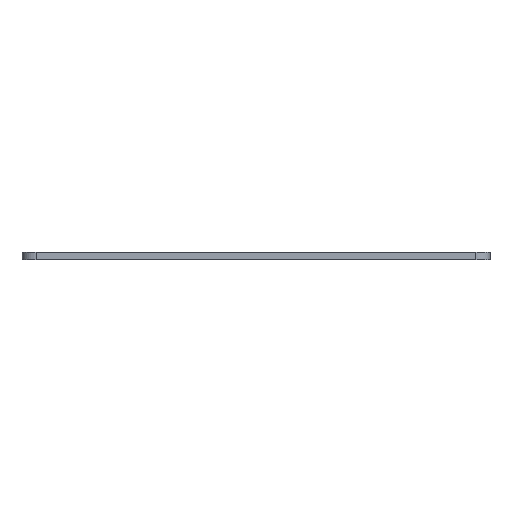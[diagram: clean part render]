
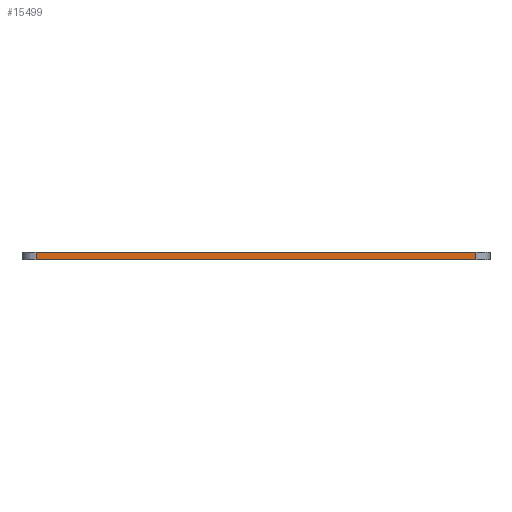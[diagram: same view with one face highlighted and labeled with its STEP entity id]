
A CAD part, front view. The second image highlights one B-rep face of the part: STEP entity #15499.
In plain terms, the highlighted planar face has unit normal (0, -1, 0).
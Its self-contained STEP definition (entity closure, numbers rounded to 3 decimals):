
#1478 = PLANE('',#1479);
#1479 = AXIS2_PLACEMENT_3D('',#1480,#1481,#1482);
#1480 = CARTESIAN_POINT('',(153.,-46.,1.6));
#1481 = DIRECTION('',(0.,0.,-1.));
#1482 = DIRECTION('',(-1.,0.,0.));
#1537 = PLANE('',#1538);
#1538 = AXIS2_PLACEMENT_3D('',#1539,#1540,#1541);
#1539 = CARTESIAN_POINT('',(153.,-46.,0.));
#1540 = DIRECTION('',(0.,0.,-1.));
#1541 = DIRECTION('',(-1.,0.,0.));
#1574 = CYLINDRICAL_SURFACE('',#1575,3.);
#1575 = AXIS2_PLACEMENT_3D('',#1576,#1577,#1578);
#1576 = CARTESIAN_POINT('',(150.,-135.,0.));
#1577 = DIRECTION('',(0.,0.,-1.));
#1578 = DIRECTION('',(1.,0.,0.));
#1711 = VERTEX_POINT('',#1712);
#1712 = CARTESIAN_POINT('',(150.,-138.,0.));
#1738 = EDGE_CURVE('',#1739,#1711,#1741,.T.);
#1739 = VERTEX_POINT('',#1740);
#1740 = CARTESIAN_POINT('',(56.,-138.,0.));
#1741 = SURFACE_CURVE('',#1742,(#1746,#1753),.PCURVE_S1.);
#1742 = LINE('',#1743,#1744);
#1743 = CARTESIAN_POINT('',(56.,-138.,0.));
#1744 = VECTOR('',#1745,1.);
#1745 = DIRECTION('',(1.,0.,0.));
#1746 = PCURVE('',#1537,#1747);
#1747 = DEFINITIONAL_REPRESENTATION('',(#1748),#1752);
#1748 = LINE('',#1749,#1750);
#1749 = CARTESIAN_POINT('',(97.,-92.));
#1750 = VECTOR('',#1751,1.);
#1751 = DIRECTION('',(-1.,0.));
#1752 = ( GEOMETRIC_REPRESENTATION_CONTEXT(2) 
PARAMETRIC_REPRESENTATION_CONTEXT() REPRESENTATION_CONTEXT('2D SPACE',''
  ) );
#1753 = PCURVE('',#1754,#1759);
#1754 = PLANE('',#1755);
#1755 = AXIS2_PLACEMENT_3D('',#1756,#1757,#1758);
#1756 = CARTESIAN_POINT('',(56.,-138.,0.));
#1757 = DIRECTION('',(0.,1.,0.));
#1758 = DIRECTION('',(1.,0.,0.));
#1759 = DEFINITIONAL_REPRESENTATION('',(#1760),#1764);
#1760 = LINE('',#1761,#1762);
#1761 = CARTESIAN_POINT('',(0.,0.));
#1762 = VECTOR('',#1763,1.);
#1763 = DIRECTION('',(1.,0.));
#1764 = ( GEOMETRIC_REPRESENTATION_CONTEXT(2) 
PARAMETRIC_REPRESENTATION_CONTEXT() REPRESENTATION_CONTEXT('2D SPACE',''
  ) );
#1787 = CYLINDRICAL_SURFACE('',#1788,3.);
#1788 = AXIS2_PLACEMENT_3D('',#1789,#1790,#1791);
#1789 = CARTESIAN_POINT('',(56.,-135.,0.));
#1790 = DIRECTION('',(0.,0.,-1.));
#1791 = DIRECTION('',(1.,0.,0.));
#9114 = VERTEX_POINT('',#9115);
#9115 = CARTESIAN_POINT('',(150.,-138.,1.6));
#9141 = EDGE_CURVE('',#9142,#9114,#9144,.T.);
#9142 = VERTEX_POINT('',#9143);
#9143 = CARTESIAN_POINT('',(56.,-138.,1.6));
#9144 = SURFACE_CURVE('',#9145,(#9149,#9156),.PCURVE_S1.);
#9145 = LINE('',#9146,#9147);
#9146 = CARTESIAN_POINT('',(56.,-138.,1.6));
#9147 = VECTOR('',#9148,1.);
#9148 = DIRECTION('',(1.,0.,0.));
#9149 = PCURVE('',#1478,#9150);
#9150 = DEFINITIONAL_REPRESENTATION('',(#9151),#9155);
#9151 = LINE('',#9152,#9153);
#9152 = CARTESIAN_POINT('',(97.,-92.));
#9153 = VECTOR('',#9154,1.);
#9154 = DIRECTION('',(-1.,0.));
#9155 = ( GEOMETRIC_REPRESENTATION_CONTEXT(2) 
PARAMETRIC_REPRESENTATION_CONTEXT() REPRESENTATION_CONTEXT('2D SPACE',''
  ) );
#9156 = PCURVE('',#1754,#9157);
#9157 = DEFINITIONAL_REPRESENTATION('',(#9158),#9162);
#9158 = LINE('',#9159,#9160);
#9159 = CARTESIAN_POINT('',(0.,-1.6));
#9160 = VECTOR('',#9161,1.);
#9161 = DIRECTION('',(1.,0.));
#9162 = ( GEOMETRIC_REPRESENTATION_CONTEXT(2) 
PARAMETRIC_REPRESENTATION_CONTEXT() REPRESENTATION_CONTEXT('2D SPACE',''
  ) );
#15449 = EDGE_CURVE('',#1711,#9114,#15450,.T.);
#15450 = SURFACE_CURVE('',#15451,(#15455,#15462),.PCURVE_S1.);
#15451 = LINE('',#15452,#15453);
#15452 = CARTESIAN_POINT('',(150.,-138.,0.));
#15453 = VECTOR('',#15454,1.);
#15454 = DIRECTION('',(0.,0.,1.));
#15455 = PCURVE('',#1574,#15456);
#15456 = DEFINITIONAL_REPRESENTATION('',(#15457),#15461);
#15457 = LINE('',#15458,#15459);
#15458 = CARTESIAN_POINT('',(-4.712,0.));
#15459 = VECTOR('',#15460,1.);
#15460 = DIRECTION('',(0.,-1.));
#15461 = ( GEOMETRIC_REPRESENTATION_CONTEXT(2) 
PARAMETRIC_REPRESENTATION_CONTEXT() REPRESENTATION_CONTEXT('2D SPACE',''
  ) );
#15462 = PCURVE('',#1754,#15463);
#15463 = DEFINITIONAL_REPRESENTATION('',(#15464),#15468);
#15464 = LINE('',#15465,#15466);
#15465 = CARTESIAN_POINT('',(94.,0.));
#15466 = VECTOR('',#15467,1.);
#15467 = DIRECTION('',(0.,-1.));
#15468 = ( GEOMETRIC_REPRESENTATION_CONTEXT(2) 
PARAMETRIC_REPRESENTATION_CONTEXT() REPRESENTATION_CONTEXT('2D SPACE',''
  ) );
#15499 = ADVANCED_FACE('',(#15500),#1754,.F.);
#15500 = FACE_BOUND('',#15501,.F.);
#15501 = EDGE_LOOP('',(#15502,#15523,#15524,#15525));
#15502 = ORIENTED_EDGE('',*,*,#15503,.T.);
#15503 = EDGE_CURVE('',#1739,#9142,#15504,.T.);
#15504 = SURFACE_CURVE('',#15505,(#15509,#15516),.PCURVE_S1.);
#15505 = LINE('',#15506,#15507);
#15506 = CARTESIAN_POINT('',(56.,-138.,0.));
#15507 = VECTOR('',#15508,1.);
#15508 = DIRECTION('',(0.,0.,1.));
#15509 = PCURVE('',#1754,#15510);
#15510 = DEFINITIONAL_REPRESENTATION('',(#15511),#15515);
#15511 = LINE('',#15512,#15513);
#15512 = CARTESIAN_POINT('',(0.,0.));
#15513 = VECTOR('',#15514,1.);
#15514 = DIRECTION('',(0.,-1.));
#15515 = ( GEOMETRIC_REPRESENTATION_CONTEXT(2) 
PARAMETRIC_REPRESENTATION_CONTEXT() REPRESENTATION_CONTEXT('2D SPACE',''
  ) );
#15516 = PCURVE('',#1787,#15517);
#15517 = DEFINITIONAL_REPRESENTATION('',(#15518),#15522);
#15518 = LINE('',#15519,#15520);
#15519 = CARTESIAN_POINT('',(-4.712,0.));
#15520 = VECTOR('',#15521,1.);
#15521 = DIRECTION('',(0.,-1.));
#15522 = ( GEOMETRIC_REPRESENTATION_CONTEXT(2) 
PARAMETRIC_REPRESENTATION_CONTEXT() REPRESENTATION_CONTEXT('2D SPACE',''
  ) );
#15523 = ORIENTED_EDGE('',*,*,#9141,.T.);
#15524 = ORIENTED_EDGE('',*,*,#15449,.F.);
#15525 = ORIENTED_EDGE('',*,*,#1738,.F.);
